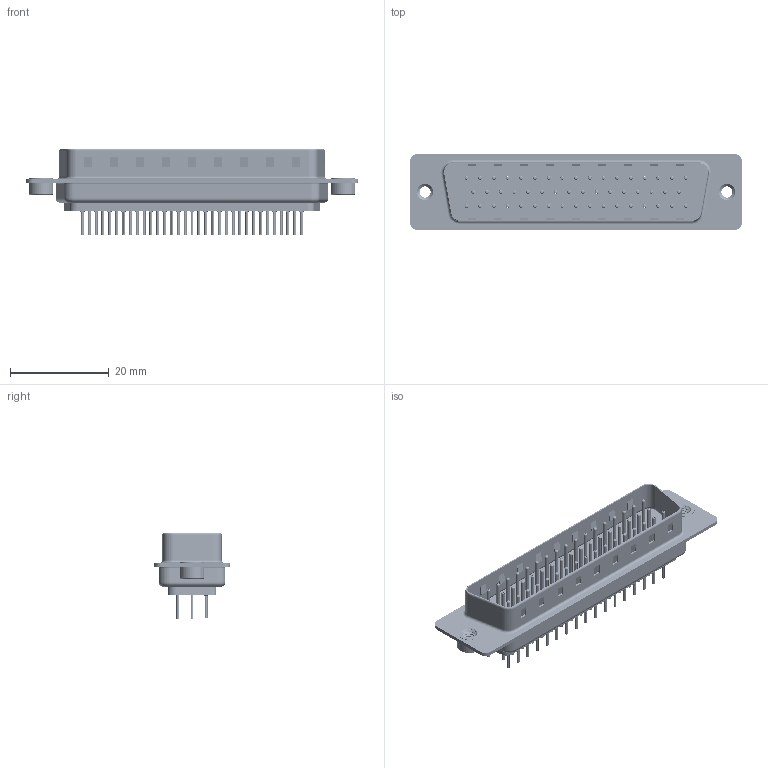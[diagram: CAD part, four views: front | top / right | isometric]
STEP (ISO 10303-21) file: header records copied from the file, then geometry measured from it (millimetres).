
FILE_DESCRIPTION (( 'STEP AP203' ), '1' );
FILE_NAME ('MHDD-50MNS-C1.STEP', '2025-11-12T20:17:32', ( '' ), ( '' ), 'SwSTEP 2.0', 'SolidWorks 2023', '' );
FILE_SCHEMA (( 'CONFIG_CONTROL_DESIGN' ));
Length unit declared in the file: millimetre
Products named in the file (8): MHDD 4-40 Threaded Standoff BS; MHDD-50MNS-C1; MHDD Housing_50 LP; MHDD Contact Row 1_20L; MHDD Shell Rear_50 Contacts; MHDD Shell Front_50 Contacts; MHDD Contact Row 2_20L; MHDD Contact Row 3_20L
Assembly tree (55 placements, depth 2):
  MHDD-50MNS-C1
    MHDD Housing_50 LP
    MHDD Shell Front_50 Contacts
    MHDD Shell Rear_50 Contacts
    MHDD Contact Row 1_20L  x17
    MHDD Contact Row 2_20L  x16
    MHDD Contact Row 3_20L  x17
    MHDD 4-40 Threaded Standoff BS  x2
Bounding box: 67.1 x 15.4 x 17.42 mm (x, y, z)
Volume: 4384.1 mm3; surface area: 12513.9 mm2
Topology: 55 solids, 55 shells, 5314 faces, 13909 edges, 8616 vertices
Faces by surface type: cylinder 1989, plane 1403, torus 1400, cone 516, bspline 6
Entity records: 35992 total; most frequent: CARTESIAN_POINT 7670, DIRECTION 5916, ORIENTED_EDGE 5164, EDGE_CURVE 2582, AXIS2_PLACEMENT_3D 2370, VERTEX_POINT 1655, EDGE_LOOP 1309, CIRCLE 1265
